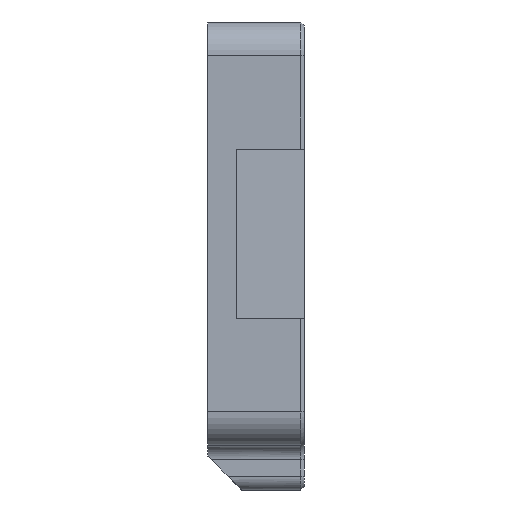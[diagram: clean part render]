
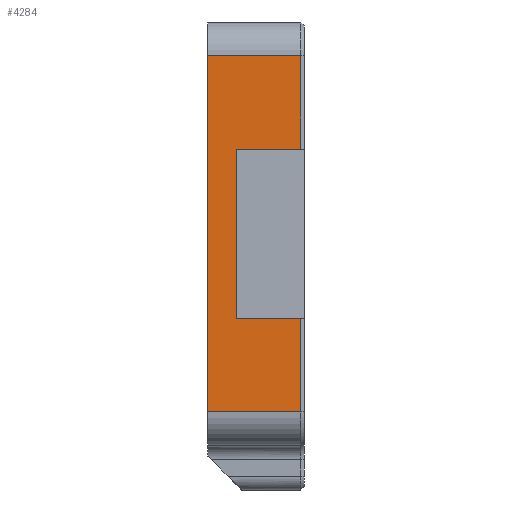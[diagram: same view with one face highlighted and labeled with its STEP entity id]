
A CAD part, left-side view. The second image highlights one B-rep face of the part: STEP entity #4284.
In plain terms, the highlighted planar face has unit normal (-1, 0, 0).
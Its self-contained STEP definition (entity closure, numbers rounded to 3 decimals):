
#410=FACE_OUTER_BOUND('',#657,.T.);
#657=EDGE_LOOP('',(#2985,#2986,#2987,#2988,#2989,#2990,#2991,#2992));
#896=LINE('',#6316,#1334);
#967=LINE('',#6524,#1405);
#968=LINE('',#6528,#1406);
#969=LINE('',#6530,#1407);
#970=LINE('',#6532,#1408);
#971=LINE('',#6534,#1409);
#972=LINE('',#6536,#1410);
#973=LINE('',#6537,#1411);
#1334=VECTOR('',#4965,10.);
#1405=VECTOR('',#5180,10.);
#1406=VECTOR('',#5185,10.);
#1407=VECTOR('',#5186,10.);
#1408=VECTOR('',#5187,10.);
#1409=VECTOR('',#5188,10.);
#1410=VECTOR('',#5189,10.);
#1411=VECTOR('',#5190,10.);
#1772=VERTEX_POINT('',#6313);
#1773=VERTEX_POINT('',#6315);
#1838=VERTEX_POINT('',#6523);
#1839=VERTEX_POINT('',#6527);
#1840=VERTEX_POINT('',#6529);
#1841=VERTEX_POINT('',#6531);
#1842=VERTEX_POINT('',#6533);
#1843=VERTEX_POINT('',#6535);
#2176=EDGE_CURVE('',#1772,#1773,#896,.T.);
#2280=EDGE_CURVE('',#1773,#1838,#967,.T.);
#2282=EDGE_CURVE('',#1839,#1772,#968,.T.);
#2283=EDGE_CURVE('',#1840,#1839,#969,.T.);
#2284=EDGE_CURVE('',#1841,#1840,#970,.T.);
#2285=EDGE_CURVE('',#1842,#1841,#971,.T.);
#2286=EDGE_CURVE('',#1843,#1842,#972,.T.);
#2287=EDGE_CURVE('',#1838,#1843,#973,.T.);
#2985=ORIENTED_EDGE('',*,*,#2176,.F.);
#2986=ORIENTED_EDGE('',*,*,#2282,.F.);
#2987=ORIENTED_EDGE('',*,*,#2283,.F.);
#2988=ORIENTED_EDGE('',*,*,#2284,.F.);
#2989=ORIENTED_EDGE('',*,*,#2285,.F.);
#2990=ORIENTED_EDGE('',*,*,#2286,.F.);
#2991=ORIENTED_EDGE('',*,*,#2287,.F.);
#2992=ORIENTED_EDGE('',*,*,#2280,.F.);
#4133=PLANE('',#4579);
#4284=ADVANCED_FACE('',(#410),#4133,.T.);
#4579=AXIS2_PLACEMENT_3D('',#6526,#5183,#5184);
#4965=DIRECTION('',(0.,0.,-1.));
#5180=DIRECTION('',(0.,1.,0.));
#5183=DIRECTION('center_axis',(-1.,0.,0.));
#5184=DIRECTION('ref_axis',(0.,0.,-1.));
#5185=DIRECTION('',(0.,-1.,0.));
#5186=DIRECTION('',(0.,0.,-1.));
#5187=DIRECTION('',(0.,1.,0.));
#5188=DIRECTION('',(0.,0.,-1.));
#5189=DIRECTION('',(0.,-1.,0.));
#5190=DIRECTION('',(0.,0.,1.));
#6313=CARTESIAN_POINT('',(-108.,-1.,-12.5));
#6315=CARTESIAN_POINT('',(-108.,-1.,-26.2));
#6316=CARTESIAN_POINT('',(-108.,-1.,15.6));
#6523=CARTESIAN_POINT('',(-108.,12.7,-26.2));
#6524=CARTESIAN_POINT('',(-108.,0.,-26.2));
#6526=CARTESIAN_POINT('Origin',(-108.,0.,31.2));
#6527=CARTESIAN_POINT('',(-108.,8.5,-12.5));
#6528=CARTESIAN_POINT('',(-108.,1.75,-12.5));
#6529=CARTESIAN_POINT('',(-108.,8.5,12.5));
#6530=CARTESIAN_POINT('',(-108.,8.5,15.6));
#6531=CARTESIAN_POINT('',(-108.,-1.,12.5));
#6532=CARTESIAN_POINT('',(-108.,1.75,12.5));
#6533=CARTESIAN_POINT('',(-108.,-1.,26.2));
#6534=CARTESIAN_POINT('',(-108.,-1.,15.6));
#6535=CARTESIAN_POINT('',(-108.,12.7,26.2));
#6536=CARTESIAN_POINT('',(-108.,0.,26.2));
#6537=CARTESIAN_POINT('',(-108.,12.7,-31.2));
